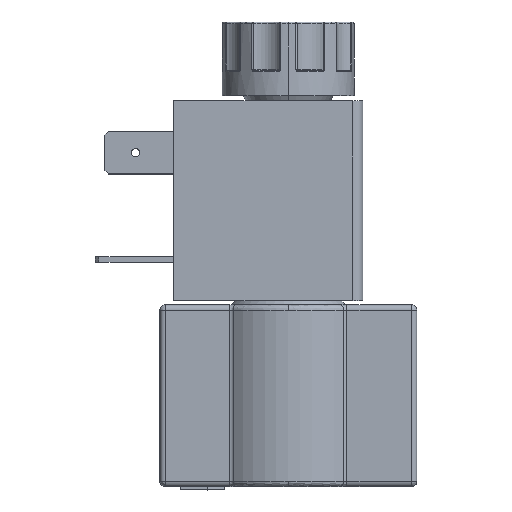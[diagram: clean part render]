
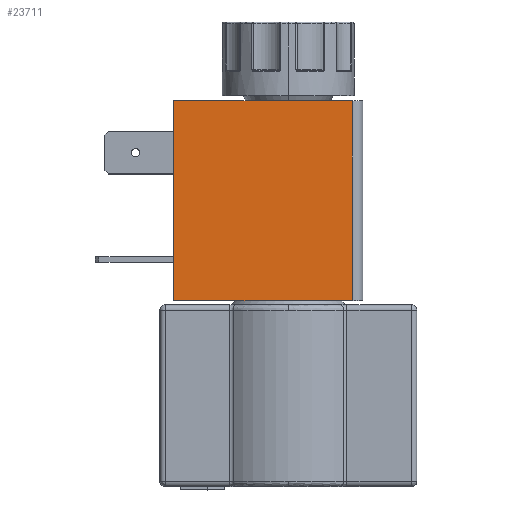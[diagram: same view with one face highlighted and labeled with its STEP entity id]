
A CAD part, top view. The second image highlights one B-rep face of the part: STEP entity #23711.
In plain terms, the highlighted planar face has unit normal (0, 0, 1).
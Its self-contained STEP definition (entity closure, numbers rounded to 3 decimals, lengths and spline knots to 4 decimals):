
#875 = CARTESIAN_POINT ( 'NONE',  ( -0.6693, 1.877, 0.435 ) ) ;
#1784 = CARTESIAN_POINT ( 'NONE',  ( 0.3747, 0.71, 0.435 ) ) ;
#2983 = DIRECTION ( 'NONE',  ( 0., 1., 0. ) ) ;
#4231 = ORIENTED_EDGE ( 'NONE', *, *, #36293, .F. ) ;
#5001 = EDGE_CURVE ( 'NONE', #5668, #27878, #26905, .T. ) ;
#5668 = VERTEX_POINT ( 'NONE', #31675 ) ;
#5721 = DIRECTION ( 'NONE',  ( 0., 0., -1. ) ) ;
#6358 = VECTOR ( 'NONE', #13601, 39.3701 ) ;
#6392 = ORIENTED_EDGE ( 'NONE', *, *, #11661, .F. ) ;
#6661 = VECTOR ( 'NONE', #28102, 39.3701 ) ;
#11661 = EDGE_CURVE ( 'NONE', #31948, #22849, #22612, .T. ) ;
#12066 = VECTOR ( 'NONE', #31734, 39.3701 ) ;
#12956 = DIRECTION ( 'NONE',  ( 0., -1., 0. ) ) ;
#13052 = CARTESIAN_POINT ( 'NONE',  ( -0.6693, 1.877, 0.435 ) ) ;
#13601 = DIRECTION ( 'NONE',  ( 1., 0., 0. ) ) ;
#13928 = CARTESIAN_POINT ( 'NONE',  ( 0.3747, 0.71, 0.435 ) ) ;
#13931 = VECTOR ( 'NONE', #12956, 39.3701 ) ;
#14872 = LINE ( 'NONE', #28801, #12066 ) ;
#18672 = EDGE_CURVE ( 'NONE', #22849, #5668, #27539, .T. ) ;
#19916 = AXIS2_PLACEMENT_3D ( 'NONE', #22792, #5721, #2983 ) ;
#22612 = LINE ( 'NONE', #30850, #6661 ) ;
#22792 = CARTESIAN_POINT ( 'NONE',  ( -0.6693, 0.71, 0.435 ) ) ;
#22849 = VERTEX_POINT ( 'NONE', #875 ) ;
#23711 = ADVANCED_FACE ( 'Defeatured_0_128', ( #33778 ), #30847, .F. ) ;
#26905 = LINE ( 'NONE', #1784, #13931 ) ;
#27539 = LINE ( 'NONE', #13052, #6358 ) ;
#27878 = VERTEX_POINT ( 'NONE', #13928 ) ;
#28102 = DIRECTION ( 'NONE',  ( 0., 1., 0. ) ) ;
#28120 = ORIENTED_EDGE ( 'NONE', *, *, #5001, .F. ) ;
#28801 = CARTESIAN_POINT ( 'NONE',  ( -0.6693, 0.71, 0.435 ) ) ;
#30847 = PLANE ( 'NONE',  #19916 ) ;
#30850 = CARTESIAN_POINT ( 'NONE',  ( -0.6693, 0.71, 0.435 ) ) ;
#31675 = CARTESIAN_POINT ( 'NONE',  ( 0.3747, 1.877, 0.435 ) ) ;
#31734 = DIRECTION ( 'NONE',  ( -1., 0., 0. ) ) ;
#31948 = VERTEX_POINT ( 'NONE', #34284 ) ;
#33778 = FACE_OUTER_BOUND ( 'NONE', #35680, .T. ) ;
#34284 = CARTESIAN_POINT ( 'NONE',  ( -0.6693, 0.71, 0.435 ) ) ;
#34963 = ORIENTED_EDGE ( 'NONE', *, *, #18672, .F. ) ;
#35680 = EDGE_LOOP ( 'NONE', ( #28120, #34963, #6392, #4231 ) ) ;
#36293 = EDGE_CURVE ( 'NONE', #27878, #31948, #14872, .T. ) ;
